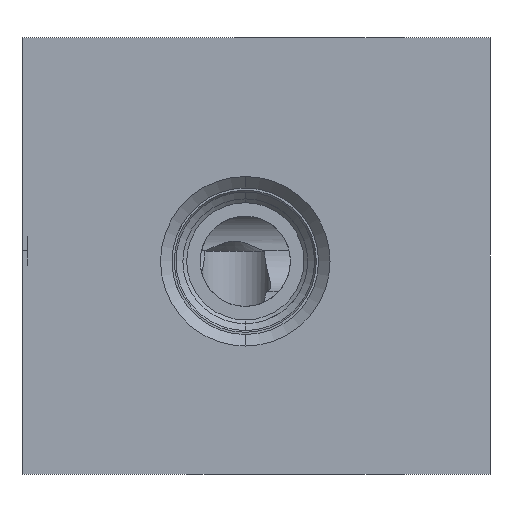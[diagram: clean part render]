
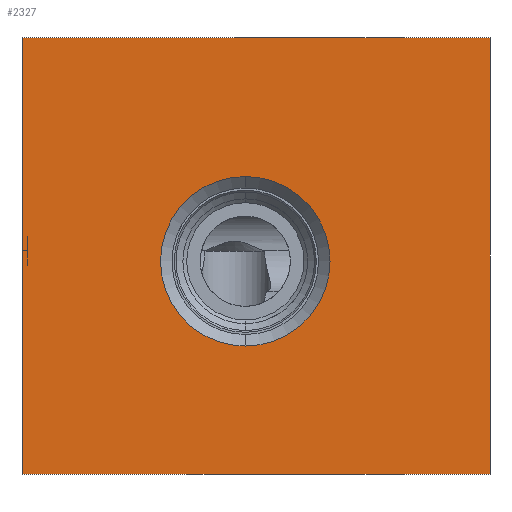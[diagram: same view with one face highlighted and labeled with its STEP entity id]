
A CAD part, left-side view. The second image highlights one B-rep face of the part: STEP entity #2327.
In plain terms, the highlighted planar face has unit normal (-1, 0, 0).
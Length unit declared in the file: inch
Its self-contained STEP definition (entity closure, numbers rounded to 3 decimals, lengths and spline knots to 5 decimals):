
#1=DIRECTION('',(0.,-1.,0.));
#2=VECTOR('',#1,2.75);
#3=CARTESIAN_POINT('',(0.,0.,0.));
#4=LINE('',#3,#2);
#37=DIRECTION('',(0.,0.,1.));
#38=VECTOR('',#37,2.562);
#39=CARTESIAN_POINT('',(0.,0.,0.));
#40=LINE('',#39,#38);
#41=CARTESIAN_POINT('',(0.,-1.312,1.25));
#42=DIRECTION('',(1.,0.,0.));
#43=DIRECTION('',(0.,0.,-1.));
#44=AXIS2_PLACEMENT_3D('',#41,#42,#43);
#46=CARTESIAN_POINT('',(0.,-1.312,1.25));
#47=DIRECTION('',(1.,0.,0.));
#48=DIRECTION('',(0.,0.,1.));
#49=AXIS2_PLACEMENT_3D('',#46,#47,#48);
#89=DIRECTION('',(0.,0.,1.));
#90=VECTOR('',#89,2.562);
#91=CARTESIAN_POINT('',(0.,-2.75,0.));
#92=LINE('',#91,#90);
#113=DIRECTION('',(0.,-1.,0.));
#114=VECTOR('',#113,2.75);
#115=CARTESIAN_POINT('',(0.,0.,2.562));
#116=LINE('',#115,#114);
#1965=CARTESIAN_POINT('',(0.,0.,0.));
#1966=CARTESIAN_POINT('',(0.,-2.75,0.));
#1967=VERTEX_POINT('',#1965);
#1968=VERTEX_POINT('',#1966);
#1973=CARTESIAN_POINT('',(0.,0.,2.562));
#1974=CARTESIAN_POINT('',(0.,-2.75,2.562));
#1975=VERTEX_POINT('',#1973);
#1976=VERTEX_POINT('',#1974);
#2209=CARTESIAN_POINT('',(0.,-1.312,1.748));
#2210=VERTEX_POINT('',#2209);
#2219=CARTESIAN_POINT('',(0.,-1.312,0.752));
#2220=VERTEX_POINT('',#2219);
#2307=CARTESIAN_POINT('',(0.,0.,0.));
#2308=DIRECTION('',(-1.,0.,0.));
#2309=DIRECTION('',(0.,-1.,0.));
#2310=AXIS2_PLACEMENT_3D('',#2307,#2308,#2309);
#2311=PLANE('',#2310);
#2312=ORIENTED_EDGE('',*,*,#2284,.F.);
#2314=ORIENTED_EDGE('',*,*,#2313,.T.);
#2316=ORIENTED_EDGE('',*,*,#2315,.T.);
#2318=ORIENTED_EDGE('',*,*,#2317,.F.);
#2319=EDGE_LOOP('',(#2312,#2314,#2316,#2318));
#2320=FACE_OUTER_BOUND('',#2319,.F.);
#2322=ORIENTED_EDGE('',*,*,#2321,.F.);
#2324=ORIENTED_EDGE('',*,*,#2323,.F.);
#2325=EDGE_LOOP('',(#2322,#2324));
#2326=FACE_BOUND('',#2325,.F.);
#2327=ADVANCED_FACE('',(#2320,#2326),#2311,.T.);
#45=CIRCLE('',#44,0.498);
#50=CIRCLE('',#49,0.498);
#2284=EDGE_CURVE('',#1967,#1968,#4,.T.);
#2313=EDGE_CURVE('',#1967,#1975,#40,.T.);
#2315=EDGE_CURVE('',#1975,#1976,#116,.T.);
#2317=EDGE_CURVE('',#1968,#1976,#92,.T.);
#2321=EDGE_CURVE('',#2220,#2210,#45,.T.);
#2323=EDGE_CURVE('',#2210,#2220,#50,.T.);
